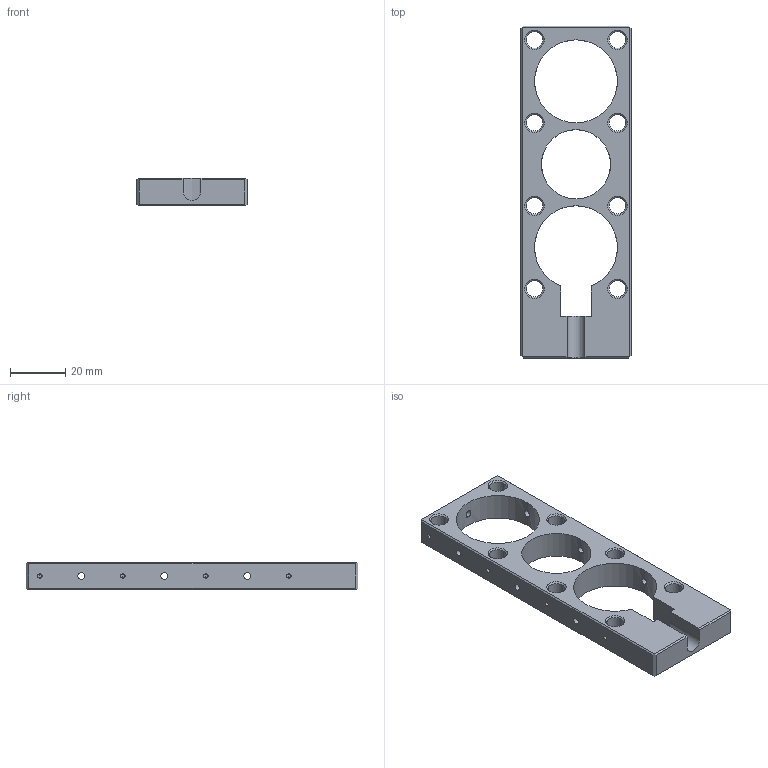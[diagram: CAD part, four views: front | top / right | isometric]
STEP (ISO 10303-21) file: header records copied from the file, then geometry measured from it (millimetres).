
FILE_DESCRIPTION (( 'STEP AP203' ), '1' );
FILE_NAME ('GCT-020114 俋倛芞.STEP', '2017-07-25T05:45:23', ( 'Lxtx999.CoM' ), ( 'Lxtx999.CoM' ), 'SwSTEP 2.0', 'SolidWorks 2012', '' );
FILE_SCHEMA (( 'CONFIG_CONTROL_DESIGN' ));
Length unit declared in the file: millimetre
Products named in the file (1): GCT-020114 俋倛芞
Bounding box: 40 x 120 x 10 mm (x, y, z)
Volume: 24475.6 mm3; surface area: 12814.2 mm2
Topology: 1 solids, 1 shells, 110 faces, 301 edges, 178 vertices
Faces by surface type: cylinder 54, cone 32, plane 24
Entity records: 4070 total; most frequent: CARTESIAN_POINT 1108, DIRECTION 603, ORIENTED_EDGE 602, EDGE_CURVE 301, AXIS2_PLACEMENT_3D 221, VERTEX_POINT 178, LINE 161, VECTOR 161
